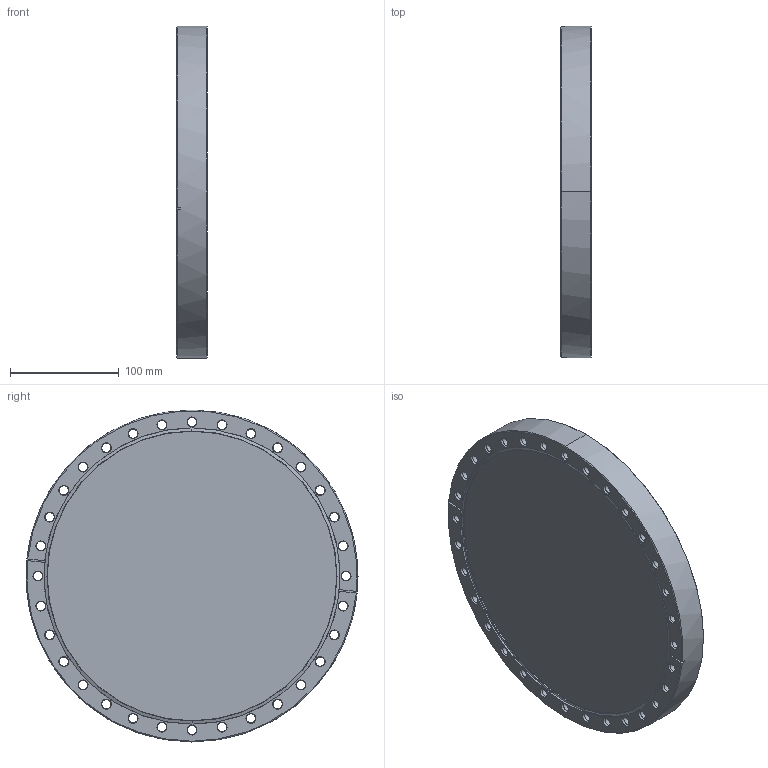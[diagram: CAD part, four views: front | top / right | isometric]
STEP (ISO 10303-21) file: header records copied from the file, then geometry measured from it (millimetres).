
FILE_DESCRIPTION (( 'STEP AP214' ), '1' );
FILE_NAME ('110058.STEP', '2024-02-07T14:23:13', ( '' ), ( '' ), 'SwSTEP 2.0', 'SolidWorks 2022', '' );
FILE_SCHEMA (( 'AUTOMOTIVE_DESIGN' ));
Length unit declared in the file: inch
Products named in the file (1): 110058
Bounding box: 28.45 x 305.99 x 305.99 mm (x, y, z)
Volume: 1921398.4 mm3; surface area: 196460.7 mm2
Topology: 1 solids, 1 shells, 221 faces, 516 edges, 297 vertices
Faces by surface type: cone 135, cylinder 72, plane 8, torus 6
Entity records: 6451 total; most frequent: DIRECTION 1245, CARTESIAN_POINT 1059, ORIENTED_EDGE 1032, EDGE_CURVE 516, AXIS2_PLACEMENT_3D 515, VERTEX_POINT 297, CIRCLE 293, EDGE_LOOP 285
